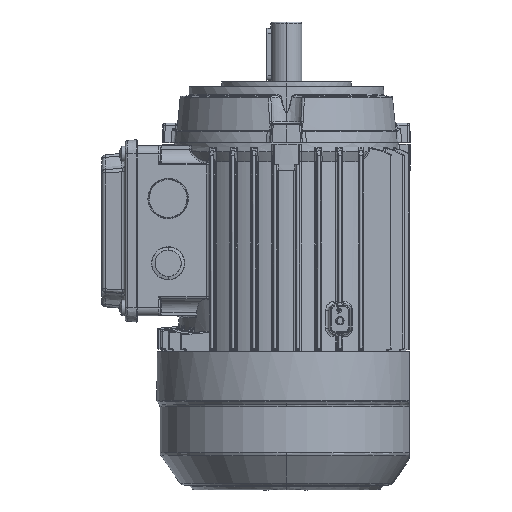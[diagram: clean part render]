
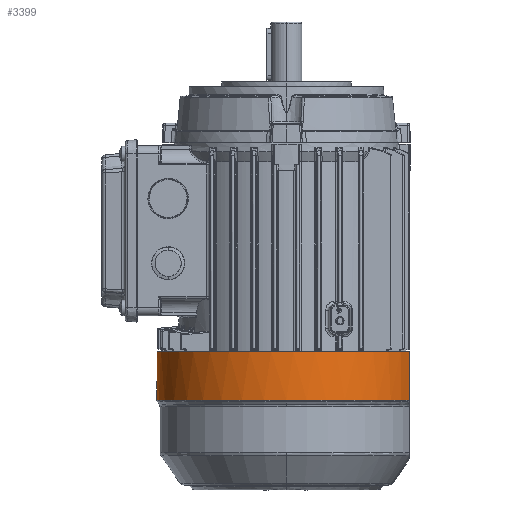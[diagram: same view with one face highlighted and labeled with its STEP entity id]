
A CAD part, left-side view. The second image highlights one B-rep face of the part: STEP entity #3399.
In plain terms, the highlighted cylindrical face has radius 80 mm (diameter 160 mm), a partial arc.
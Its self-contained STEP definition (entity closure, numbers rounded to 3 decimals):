
#835 = EDGE_CURVE ( 'NONE', #27933, #1027, #69625, .T. ) ;
#1027 = VERTEX_POINT ( 'NONE', #61789 ) ;
#1218 = CIRCLE ( 'NONE', #65104, 80. ) ;
#3399 = ADVANCED_FACE ( 'NONE', ( #80592 ), #22744, .T. ) ;
#3514 = CARTESIAN_POINT ( 'NONE',  ( -25.29, -75.897, -161.5 ) ) ;
#4476 = CARTESIAN_POINT ( 'NONE',  ( 25.29, -75.897, -131.5 ) ) ;
#4973 = AXIS2_PLACEMENT_3D ( 'NONE', #34829, #28622, #6468 ) ;
#5492 = VERTEX_POINT ( 'NONE', #4476 ) ;
#6222 = DIRECTION ( 'NONE',  ( 0., -1., 0. ) ) ;
#6468 = DIRECTION ( 'NONE',  ( 0., -1., 0. ) ) ;
#7181 = CARTESIAN_POINT ( 'NONE',  ( 0., 0., -161.5 ) ) ;
#11000 = CARTESIAN_POINT ( 'NONE',  ( 0., 0., -161.5 ) ) ;
#11020 = ORIENTED_EDGE ( 'NONE', *, *, #49643, .T. ) ;
#13728 = DIRECTION ( 'NONE',  ( 0., 0., 1. ) ) ;
#16530 = LINE ( 'NONE', #86828, #17586 ) ;
#17586 = VECTOR ( 'NONE', #22468, 1000. ) ;
#18683 = CARTESIAN_POINT ( 'NONE',  ( -25.29, -75.897, -131.5 ) ) ;
#18906 = AXIS2_PLACEMENT_3D ( 'NONE', #11000, #61403, #25718 ) ;
#20036 = VECTOR ( 'NONE', #52993, 1000. ) ;
#22468 = DIRECTION ( 'NONE',  ( 0., 0., 1. ) ) ;
#22744 = CYLINDRICAL_SURFACE ( 'NONE', #32599, 80. ) ;
#25718 = DIRECTION ( 'NONE',  ( 0., -1., 0. ) ) ;
#27220 = ORIENTED_EDGE ( 'NONE', *, *, #835, .T. ) ;
#27504 = ORIENTED_EDGE ( 'NONE', *, *, #38520, .T. ) ;
#27933 = VERTEX_POINT ( 'NONE', #62838 ) ;
#28622 = DIRECTION ( 'NONE',  ( 0., 0., 1. ) ) ;
#32599 = AXIS2_PLACEMENT_3D ( 'NONE', #32982, #82379, #47863 ) ;
#32982 = CARTESIAN_POINT ( 'NONE',  ( 0., 0., -161.5 ) ) ;
#34603 = LINE ( 'NONE', #67564, #20036 ) ;
#34829 = CARTESIAN_POINT ( 'NONE',  ( 0., 0., -161.5 ) ) ;
#35716 = ORIENTED_EDGE ( 'NONE', *, *, #80345, .T. ) ;
#38520 = EDGE_CURVE ( 'NONE', #85532, #27933, #1218, .T. ) ;
#44190 = EDGE_CURVE ( 'NONE', #1027, #72242, #91560, .T. ) ;
#47863 = DIRECTION ( 'NONE',  ( 0., -1., 0. ) ) ;
#49643 = EDGE_CURVE ( 'NONE', #72242, #64649, #16530, .T. ) ;
#51888 = AXIS2_PLACEMENT_3D ( 'NONE', #75260, #76202, #55339 ) ;
#52993 = DIRECTION ( 'NONE',  ( 0., 0., -1. ) ) ;
#55339 = DIRECTION ( 'NONE',  ( 0., -1., 0. ) ) ;
#55768 = CARTESIAN_POINT ( 'NONE',  ( 25.29, -75.897, -161.5 ) ) ;
#56220 = ORIENTED_EDGE ( 'NONE', *, *, #44190, .T. ) ;
#59320 = EDGE_LOOP ( 'NONE', ( #27504, #27220, #56220, #11020, #89385, #35716 ) ) ;
#61403 = DIRECTION ( 'NONE',  ( 0., 0., 1. ) ) ;
#61789 = CARTESIAN_POINT ( 'NONE',  ( -80., 0., -161.5 ) ) ;
#62838 = CARTESIAN_POINT ( 'NONE',  ( 80., 0., -161.5 ) ) ;
#63330 = CIRCLE ( 'NONE', #51888, 80. ) ;
#64649 = VERTEX_POINT ( 'NONE', #18683 ) ;
#65104 = AXIS2_PLACEMENT_3D ( 'NONE', #7181, #13728, #6222 ) ;
#67564 = CARTESIAN_POINT ( 'NONE',  ( 25.29, -75.897, -161.5 ) ) ;
#69625 = CIRCLE ( 'NONE', #4973, 80. ) ;
#72242 = VERTEX_POINT ( 'NONE', #3514 ) ;
#75260 = CARTESIAN_POINT ( 'NONE',  ( 0., 0., -131.5 ) ) ;
#76202 = DIRECTION ( 'NONE',  ( 0., 0., -1. ) ) ;
#80345 = EDGE_CURVE ( 'NONE', #5492, #85532, #34603, .T. ) ;
#80592 = FACE_OUTER_BOUND ( 'NONE', #59320, .T. ) ;
#82379 = DIRECTION ( 'NONE',  ( 0., 0., 1. ) ) ;
#84725 = EDGE_CURVE ( 'NONE', #64649, #5492, #63330, .T. ) ;
#85532 = VERTEX_POINT ( 'NONE', #55768 ) ;
#86828 = CARTESIAN_POINT ( 'NONE',  ( -25.29, -75.897, -161.5 ) ) ;
#89385 = ORIENTED_EDGE ( 'NONE', *, *, #84725, .T. ) ;
#91560 = CIRCLE ( 'NONE', #18906, 80. ) ;
